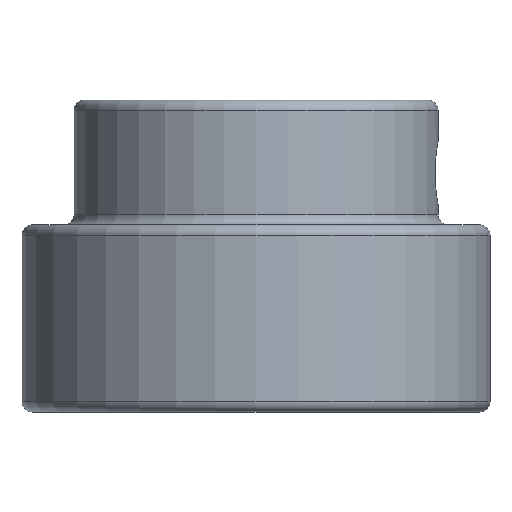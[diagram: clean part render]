
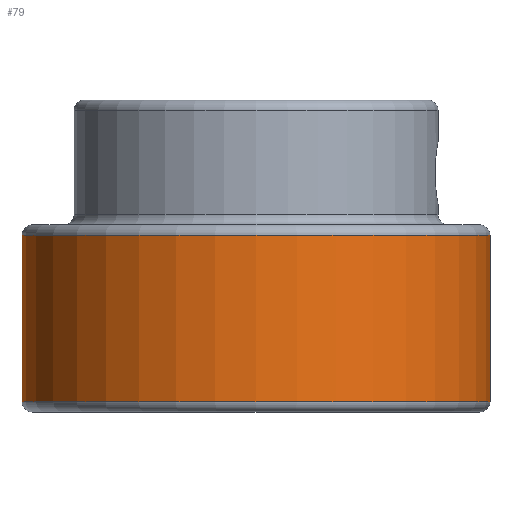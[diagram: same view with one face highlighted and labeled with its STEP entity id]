
A CAD part, front view. The second image highlights one B-rep face of the part: STEP entity #79.
In plain terms, the highlighted cylindrical face has radius 22.5 mm (diameter 45 mm), a full revolution.
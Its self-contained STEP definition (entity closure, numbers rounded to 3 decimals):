
#79 = ADVANCED_FACE( '', ( #107, #108 ), #109, .T. );
#107 = FACE_OUTER_BOUND( '', #160, .T. );
#108 = FACE_OUTER_BOUND( '', #161, .T. );
#109 = CYLINDRICAL_SURFACE( '', #162, 22.5 );
#160 = EDGE_LOOP( '', ( #256 ) );
#161 = EDGE_LOOP( '', ( #257 ) );
#162 = AXIS2_PLACEMENT_3D( '', #258, #259, #260 );
#256 = ORIENTED_EDGE( '', *, *, #328, .T. );
#257 = ORIENTED_EDGE( '', *, *, #329, .T. );
#258 = CARTESIAN_POINT( '', ( 0., 0., 54. ) );
#259 = DIRECTION( '', ( 0., 0., -1. ) );
#260 = DIRECTION( '', ( 1., 0., 0. ) );
#328 = EDGE_CURVE( '', #356, #356, #357, .F. );
#329 = EDGE_CURVE( '', #358, #358, #359, .F. );
#356 = VERTEX_POINT( '', #490 );
#357 = CIRCLE( '', #491, 22.5 );
#358 = VERTEX_POINT( '', #492 );
#359 = CIRCLE( '', #493, 22.5 );
#490 = CARTESIAN_POINT( '', ( -22.5, 0., 1. ) );
#491 = AXIS2_PLACEMENT_3D( '', #561, #562, #563 );
#492 = CARTESIAN_POINT( '', ( 22.5, 0., 17. ) );
#493 = AXIS2_PLACEMENT_3D( '', #564, #565, #566 );
#561 = CARTESIAN_POINT( '', ( 0., 0., 1. ) );
#562 = DIRECTION( '', ( 0., 0., -1. ) );
#563 = DIRECTION( '', ( -1., 0., 0. ) );
#564 = CARTESIAN_POINT( '', ( 0., 0., 17. ) );
#565 = DIRECTION( '', ( 0., 0., 1. ) );
#566 = DIRECTION( '', ( 1., 0., 0. ) );
